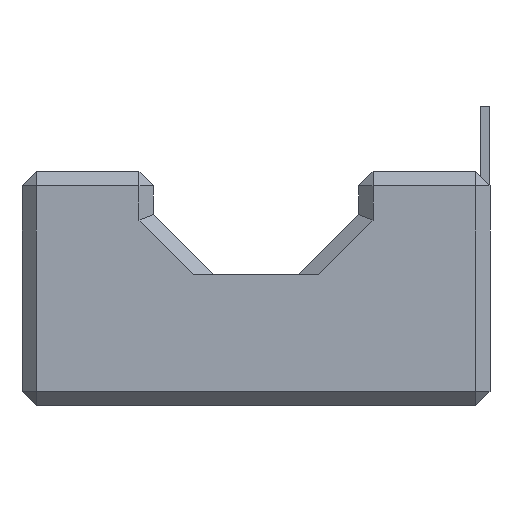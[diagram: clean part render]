
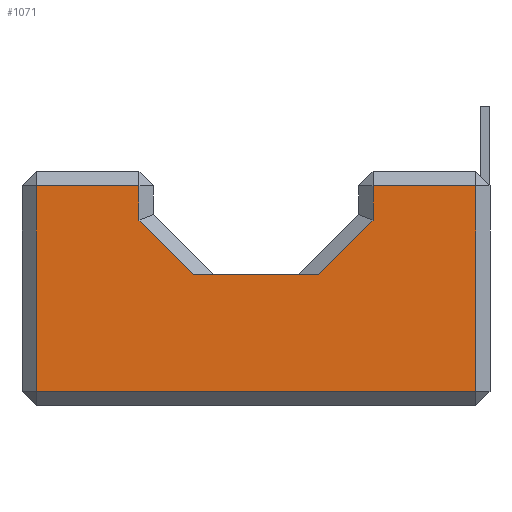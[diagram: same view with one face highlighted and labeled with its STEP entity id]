
A CAD part, front view. The second image highlights one B-rep face of the part: STEP entity #1071.
In plain terms, the highlighted planar face has unit normal (0, -1, 0).
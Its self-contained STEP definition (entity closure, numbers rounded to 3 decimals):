
#16 = DIRECTION ( 'NONE',  ( 0., 0., -1. ) ) ;
#23 = VERTEX_POINT ( 'NONE', #1022 ) ;
#80 = PLANE ( 'NONE',  #686 ) ;
#104 = DIRECTION ( 'NONE',  ( 0., 0., 1. ) ) ;
#131 = CARTESIAN_POINT ( 'NONE',  ( 0., 0., 23.5 ) ) ;
#143 = CARTESIAN_POINT ( 'NONE',  ( 1.5, 0., 25. ) ) ;
#187 = CARTESIAN_POINT ( 'NONE',  ( 31.678, 0., 14. ) ) ;
#202 = VECTOR ( 'NONE', #1407, 1000. ) ;
#214 = CARTESIAN_POINT ( 'NONE',  ( 18.322, 0., 14. ) ) ;
#249 = VECTOR ( 'NONE', #540, 1000. ) ;
#272 = DIRECTION ( 'NONE',  ( 0., 0., 1. ) ) ;
#280 = CARTESIAN_POINT ( 'NONE',  ( 48.5, 0., 25. ) ) ;
#290 = CARTESIAN_POINT ( 'NONE',  ( 20.444, 0., 14. ) ) ;
#318 = VERTEX_POINT ( 'NONE', #1342 ) ;
#324 = DIRECTION ( 'NONE',  ( -1., 0., 0. ) ) ;
#343 = VERTEX_POINT ( 'NONE', #411 ) ;
#345 = DIRECTION ( 'NONE',  ( -0.707, 0., 0.707 ) ) ;
#372 = EDGE_CURVE ( 'NONE', #1118, #626, #1317, .T. ) ;
#375 = ORIENTED_EDGE ( 'NONE', *, *, #1445, .T. ) ;
#381 = EDGE_CURVE ( 'NONE', #1463, #594, #877, .T. ) ;
#383 = CARTESIAN_POINT ( 'NONE',  ( 50., 0., 1.5 ) ) ;
#411 = CARTESIAN_POINT ( 'NONE',  ( 12.5, 0., 23.5 ) ) ;
#424 = CARTESIAN_POINT ( 'NONE',  ( 37.5, 0., 19.822 ) ) ;
#437 = DIRECTION ( 'NONE',  ( 0., 1., 0. ) ) ;
#469 = CARTESIAN_POINT ( 'NONE',  ( 21.339, 0., 3.661 ) ) ;
#479 = ORIENTED_EDGE ( 'NONE', *, *, #381, .T. ) ;
#485 = EDGE_CURVE ( 'NONE', #318, #23, #948, .T. ) ;
#502 = CARTESIAN_POINT ( 'NONE',  ( 37.5, 0., 23.5 ) ) ;
#506 = EDGE_CURVE ( 'NONE', #23, #892, #1280, .T. ) ;
#526 = CARTESIAN_POINT ( 'NONE',  ( 12.5, 0., 25. ) ) ;
#540 = DIRECTION ( 'NONE',  ( 0., 0., -1. ) ) ;
#569 = ORIENTED_EDGE ( 'NONE', *, *, #1110, .T. ) ;
#576 = EDGE_LOOP ( 'NONE', ( #799, #657, #569, #702, #1496, #1226, #1397, #375, #1320, #479 ) ) ;
#594 = VERTEX_POINT ( 'NONE', #424 ) ;
#619 = DIRECTION ( 'NONE',  ( 0., 0., 1. ) ) ;
#626 = VERTEX_POINT ( 'NONE', #187 ) ;
#627 = LINE ( 'NONE', #526, #1187 ) ;
#657 = ORIENTED_EDGE ( 'NONE', *, *, #372, .F. ) ;
#665 = VECTOR ( 'NONE', #870, 1000. ) ;
#666 = CARTESIAN_POINT ( 'NONE',  ( 12.5, 0., 19.822 ) ) ;
#686 = AXIS2_PLACEMENT_3D ( 'NONE', #1354, #437, #104 ) ;
#688 = CARTESIAN_POINT ( 'NONE',  ( 3.661, 0., 28.661 ) ) ;
#702 = ORIENTED_EDGE ( 'NONE', *, *, #1325, .T. ) ;
#738 = CARTESIAN_POINT ( 'NONE',  ( 0., 0., 23.5 ) ) ;
#783 = LINE ( 'NONE', #688, #1185 ) ;
#799 = ORIENTED_EDGE ( 'NONE', *, *, #895, .T. ) ;
#806 = VECTOR ( 'NONE', #324, 1000. ) ;
#812 = LINE ( 'NONE', #131, #806 ) ;
#870 = DIRECTION ( 'NONE',  ( -1., 0., 0. ) ) ;
#877 = LINE ( 'NONE', #1449, #249 ) ;
#887 = FACE_OUTER_BOUND ( 'NONE', #576, .T. ) ;
#892 = VERTEX_POINT ( 'NONE', #946 ) ;
#895 = EDGE_CURVE ( 'NONE', #594, #626, #954, .T. ) ;
#946 = CARTESIAN_POINT ( 'NONE',  ( 48.5, 0., 1.5 ) ) ;
#948 = LINE ( 'NONE', #143, #1041 ) ;
#954 = LINE ( 'NONE', #469, #202 ) ;
#1022 = CARTESIAN_POINT ( 'NONE',  ( 1.5, 0., 1.5 ) ) ;
#1041 = VECTOR ( 'NONE', #16, 1000. ) ;
#1071 = ADVANCED_FACE ( 'NONE', ( #887 ), #80, .F. ) ;
#1088 = VERTEX_POINT ( 'NONE', #666 ) ;
#1097 = LINE ( 'NONE', #280, #1116 ) ;
#1110 = EDGE_CURVE ( 'NONE', #1118, #1088, #783, .T. ) ;
#1116 = VECTOR ( 'NONE', #619, 1000. ) ;
#1118 = VERTEX_POINT ( 'NONE', #214 ) ;
#1184 = VECTOR ( 'NONE', #1203, 1000. ) ;
#1185 = VECTOR ( 'NONE', #345, 1000. ) ;
#1187 = VECTOR ( 'NONE', #272, 1000. ) ;
#1203 = DIRECTION ( 'NONE',  ( 1., 0., 0. ) ) ;
#1226 = ORIENTED_EDGE ( 'NONE', *, *, #485, .T. ) ;
#1229 = VECTOR ( 'NONE', #1393, 1000. ) ;
#1264 = CARTESIAN_POINT ( 'NONE',  ( 48.5, 0., 23.5 ) ) ;
#1280 = LINE ( 'NONE', #383, #1229 ) ;
#1317 = LINE ( 'NONE', #290, #1184 ) ;
#1320 = ORIENTED_EDGE ( 'NONE', *, *, #1446, .T. ) ;
#1325 = EDGE_CURVE ( 'NONE', #1088, #343, #627, .T. ) ;
#1342 = CARTESIAN_POINT ( 'NONE',  ( 1.5, 0., 23.5 ) ) ;
#1354 = CARTESIAN_POINT ( 'NONE',  ( 0., 0., 25. ) ) ;
#1393 = DIRECTION ( 'NONE',  ( 1., 0., 0. ) ) ;
#1397 = ORIENTED_EDGE ( 'NONE', *, *, #506, .T. ) ;
#1407 = DIRECTION ( 'NONE',  ( -0.707, 0., -0.707 ) ) ;
#1436 = LINE ( 'NONE', #738, #665 ) ;
#1445 = EDGE_CURVE ( 'NONE', #892, #1486, #1097, .T. ) ;
#1446 = EDGE_CURVE ( 'NONE', #1486, #1463, #1436, .T. ) ;
#1449 = CARTESIAN_POINT ( 'NONE',  ( 37.5, 0., 25. ) ) ;
#1463 = VERTEX_POINT ( 'NONE', #502 ) ;
#1486 = VERTEX_POINT ( 'NONE', #1264 ) ;
#1493 = EDGE_CURVE ( 'NONE', #343, #318, #812, .T. ) ;
#1496 = ORIENTED_EDGE ( 'NONE', *, *, #1493, .T. ) ;
